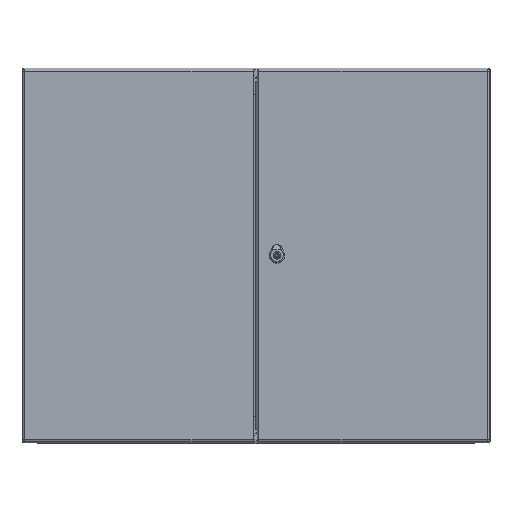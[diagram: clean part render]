
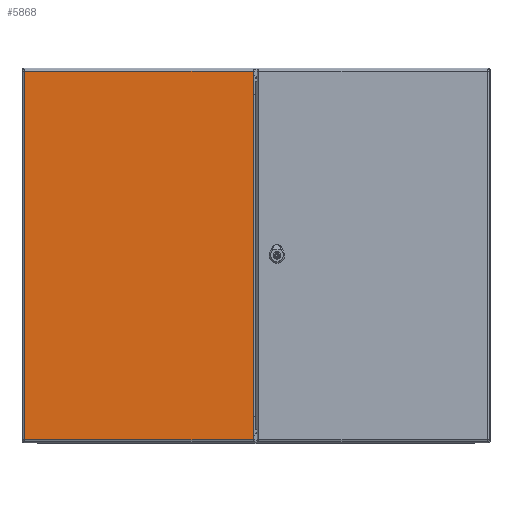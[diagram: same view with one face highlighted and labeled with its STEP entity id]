
A CAD part, top view. The second image highlights one B-rep face of the part: STEP entity #5868.
In plain terms, the highlighted face is planar.
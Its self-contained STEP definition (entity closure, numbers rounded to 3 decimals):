
#5868=ADVANCED_FACE('',(#7252),#6512,.F.);
#6512=PLANE('',#23324);
#7252=FACE_OUTER_BOUND('',#8605,.T.);
#8605=EDGE_LOOP('',(#12667,#12668,#12669,#12670));
#12667=ORIENTED_EDGE('',*,*,#18339,.T.);
#12668=ORIENTED_EDGE('',*,*,#18340,.T.);
#12669=ORIENTED_EDGE('',*,*,#18341,.T.);
#12670=ORIENTED_EDGE('',*,*,#18342,.T.);
#15924=VERTEX_POINT('',#38881);
#15925=VERTEX_POINT('',#38882);
#15926=VERTEX_POINT('',#38884);
#15927=VERTEX_POINT('',#38886);
#18339=EDGE_CURVE('',#15924,#15925,#20007,.T.);
#18340=EDGE_CURVE('',#15925,#15926,#20008,.T.);
#18341=EDGE_CURVE('',#15926,#15927,#20009,.T.);
#18342=EDGE_CURVE('',#15927,#15924,#20010,.T.);
#20007=LINE('',#38880,#21315);
#20008=LINE('',#38883,#21316);
#20009=LINE('',#38885,#21317);
#20010=LINE('',#38887,#21318);
#21315=VECTOR('',#27661,1.);
#21316=VECTOR('',#27662,1.);
#21317=VECTOR('',#27663,1.);
#21318=VECTOR('',#27664,1.);
#23324=AXIS2_PLACEMENT_3D('',#38888,#27665,#27666);
#27661=DIRECTION('',(-1.,0.,0.));
#27662=DIRECTION('',(0.,1.,0.));
#27663=DIRECTION('',(1.,0.,0.));
#27664=DIRECTION('',(0.,-1.,0.));
#27665=DIRECTION('',(0.,0.,1.));
#27666=DIRECTION('',(1.,0.,0.));
#38880=CARTESIAN_POINT('',(0.,-394.,0.));
#38881=CARTESIAN_POINT('',(244.5,-394.,0.));
#38882=CARTESIAN_POINT('',(-244.5,-394.,0.));
#38883=CARTESIAN_POINT('',(-244.5,0.,0.));
#38884=CARTESIAN_POINT('',(-244.5,394.,0.));
#38885=CARTESIAN_POINT('',(0.,394.,0.));
#38886=CARTESIAN_POINT('',(244.5,394.,0.));
#38887=CARTESIAN_POINT('',(244.5,0.,0.));
#38888=CARTESIAN_POINT('',(0.,0.,0.));
